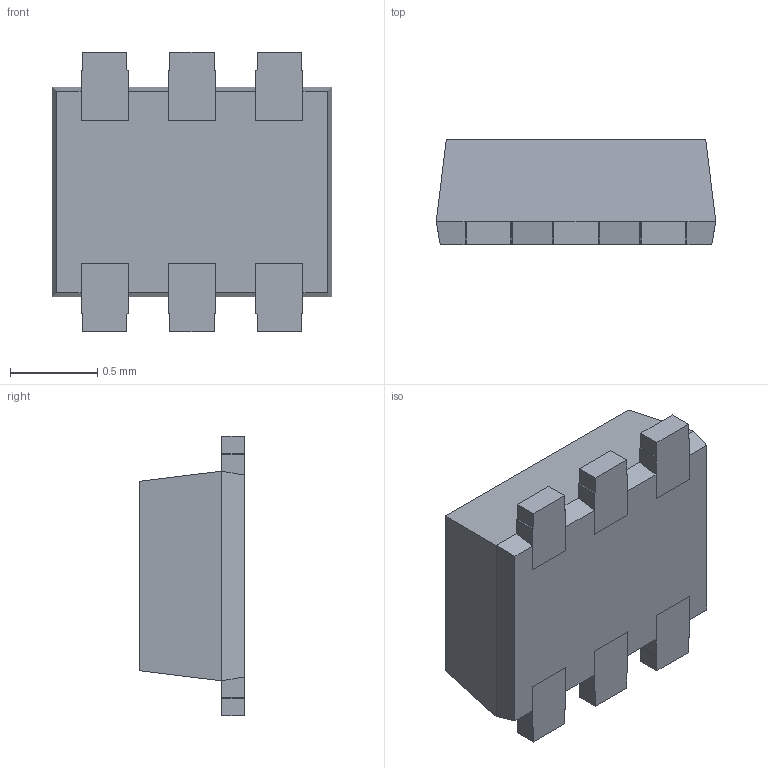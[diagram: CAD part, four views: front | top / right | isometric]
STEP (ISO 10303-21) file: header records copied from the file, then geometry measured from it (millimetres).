
FILE_DESCRIPTION (( 'STEP AP214' ), '1' );
FILE_NAME ('USBLC6-2P6.STEP', '2020-05-22T08:30:52', ( '' ), ( '' ), 'SwSTEP 2.0', 'SolidWorks 2017', '' );
FILE_SCHEMA (( 'AUTOMOTIVE_DESIGN' ));
Length unit declared in the file: millimetre
Products named in the file (1): USBLC6-2P6
Bounding box: 1.6 x 0.6 x 1.6 mm (x, y, z)
Volume: 1.1 mm3; surface area: 9.3 mm2
Topology: 8 solids, 8 shells, 119 faces, 290 edges, 188 vertices
Faces by surface type: plane 103, cylinder 16
Entity records: 3525 total; most frequent: CARTESIAN_POINT 598, ORIENTED_EDGE 580, DIRECTION 562, EDGE_CURVE 290, VECTOR 258, LINE 258, VERTEX_POINT 188, AXIS2_PLACEMENT_3D 152
